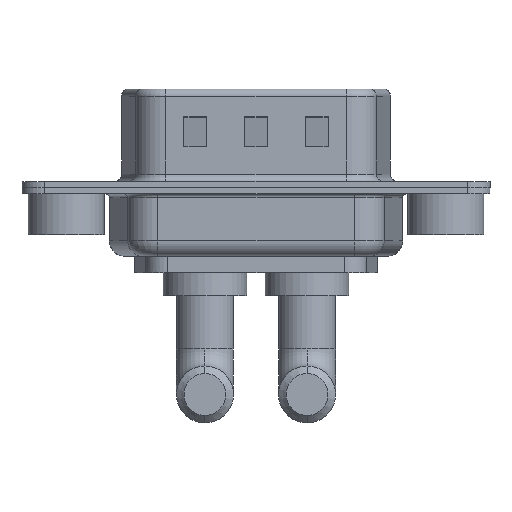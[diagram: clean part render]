
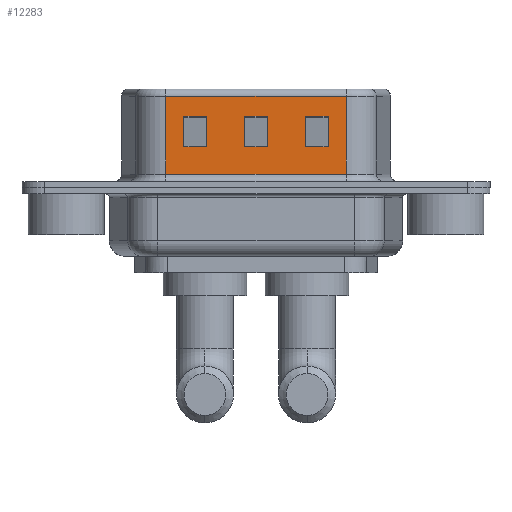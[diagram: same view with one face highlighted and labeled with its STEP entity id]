
A CAD part, front view. The second image highlights one B-rep face of the part: STEP entity #12283.
In plain terms, the highlighted planar face has unit normal (0, -1, 0).
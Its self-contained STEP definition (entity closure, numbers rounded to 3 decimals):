
#117 = CARTESIAN_POINT ( 'NONE',  ( 9.25, -4.55, 4.705 ) ) ;
#134 = LINE ( 'NONE', #1387, #1306 ) ;
#212 = EDGE_LOOP ( 'NONE', ( #7205, #3797, #5867, #7361 ) ) ;
#557 = VERTEX_POINT ( 'NONE', #4864 ) ;
#621 = VECTOR ( 'NONE', #6577, 1000. ) ;
#703 = VERTEX_POINT ( 'NONE', #8495 ) ;
#735 = LINE ( 'NONE', #4419, #7896 ) ;
#786 = VERTEX_POINT ( 'NONE', #6383 ) ;
#820 = LINE ( 'NONE', #3332, #11620 ) ;
#1037 = CARTESIAN_POINT ( 'NONE',  ( 9.25, -4.55, 6.52 ) ) ;
#1142 = CARTESIAN_POINT ( 'NONE',  ( 18.451, -4.55, 6.02 ) ) ;
#1306 = VECTOR ( 'NONE', #4743, 1000. ) ;
#1387 = CARTESIAN_POINT ( 'NONE',  ( 13.25, -4.55, 6.52 ) ) ;
#1534 = CARTESIAN_POINT ( 'NONE',  ( 18.451, -4.55, 6.02 ) ) ;
#1559 = VECTOR ( 'NONE', #6450, 1000. ) ;
#1599 = ORIENTED_EDGE ( 'NONE', *, *, #10434, .T. ) ;
#1754 = ORIENTED_EDGE ( 'NONE', *, *, #11714, .T. ) ;
#1782 = CARTESIAN_POINT ( 'NONE',  ( 18.451, -4.55, 4.705 ) ) ;
#1931 = CARTESIAN_POINT ( 'NONE',  ( 14.451, -4.55, 4.705 ) ) ;
#2098 = FACE_OUTER_BOUND ( 'NONE', #10233, .T. ) ;
#2279 = DIRECTION ( 'NONE',  ( 0., 0., 1. ) ) ;
#2566 = EDGE_CURVE ( 'NONE', #557, #703, #7816, .T. ) ;
#2635 = CARTESIAN_POINT ( 'NONE',  ( 17.25, -4.55, 4.705 ) ) ;
#2980 = DIRECTION ( 'NONE',  ( 0., 1., 0. ) ) ;
#2998 = VERTEX_POINT ( 'NONE', #4993 ) ;
#3096 = DIRECTION ( 'NONE',  ( 1., 0., 0. ) ) ;
#3251 = EDGE_CURVE ( 'NONE', #11438, #557, #10032, .T. ) ;
#3332 = CARTESIAN_POINT ( 'NONE',  ( 14.451, -4.55, 2.705 ) ) ;
#3380 = LINE ( 'NONE', #5698, #14404 ) ;
#3397 = DIRECTION ( 'NONE',  ( 0., 0., -1. ) ) ;
#3410 = VECTOR ( 'NONE', #4888, 1000. ) ;
#3528 = LINE ( 'NONE', #13293, #10255 ) ;
#3541 = CARTESIAN_POINT ( 'NONE',  ( 7.75, -4.55, 2.705 ) ) ;
#3750 = VERTEX_POINT ( 'NONE', #4243 ) ;
#3797 = ORIENTED_EDGE ( 'NONE', *, *, #7293, .T. ) ;
#4072 = DIRECTION ( 'NONE',  ( 1., 0., 0. ) ) ;
#4097 = VECTOR ( 'NONE', #8484, 1000. ) ;
#4227 = VECTOR ( 'NONE', #13127, 1000. ) ;
#4230 = FACE_BOUND ( 'NONE', #11450, .T. ) ;
#4243 = CARTESIAN_POINT ( 'NONE',  ( 15.75, -4.55, 2.705 ) ) ;
#4417 = CARTESIAN_POINT ( 'NONE',  ( 13.25, -4.55, 4.705 ) ) ;
#4419 = CARTESIAN_POINT ( 'NONE',  ( 22.451, -4.55, 2.705 ) ) ;
#4551 = ORIENTED_EDGE ( 'NONE', *, *, #8416, .T. ) ;
#4687 = LINE ( 'NONE', #1534, #9229 ) ;
#4743 = DIRECTION ( 'NONE',  ( 0., 0., -1. ) ) ;
#4864 = CARTESIAN_POINT ( 'NONE',  ( 6.549, -4.55, 0.9 ) ) ;
#4888 = DIRECTION ( 'NONE',  ( 0., 0., -1. ) ) ;
#4949 = VERTEX_POINT ( 'NONE', #2635 ) ;
#4993 = CARTESIAN_POINT ( 'NONE',  ( 13.25, -4.55, 2.705 ) ) ;
#5145 = EDGE_CURVE ( 'NONE', #12111, #786, #10983, .T. ) ;
#5200 = CARTESIAN_POINT ( 'NONE',  ( 11.75, -4.55, 6.52 ) ) ;
#5209 = VERTEX_POINT ( 'NONE', #4417 ) ;
#5213 = ORIENTED_EDGE ( 'NONE', *, *, #13921, .T. ) ;
#5237 = LINE ( 'NONE', #12181, #14345 ) ;
#5398 = ORIENTED_EDGE ( 'NONE', *, *, #3251, .T. ) ;
#5525 = DIRECTION ( 'NONE',  ( -1., 0., 0. ) ) ;
#5698 = CARTESIAN_POINT ( 'NONE',  ( 17.25, -4.55, 6.52 ) ) ;
#5815 = DIRECTION ( 'NONE',  ( 0., 0., 1. ) ) ;
#5867 = ORIENTED_EDGE ( 'NONE', *, *, #8494, .T. ) ;
#5997 = VECTOR ( 'NONE', #3397, 1000. ) ;
#6114 = VERTEX_POINT ( 'NONE', #117 ) ;
#6267 = ORIENTED_EDGE ( 'NONE', *, *, #6771, .T. ) ;
#6383 = CARTESIAN_POINT ( 'NONE',  ( 11.75, -4.55, 4.705 ) ) ;
#6450 = DIRECTION ( 'NONE',  ( 1., 0., 0. ) ) ;
#6475 = FACE_BOUND ( 'NONE', #10275, .T. ) ;
#6577 = DIRECTION ( 'NONE',  ( 0., 0., 1. ) ) ;
#6696 = CARTESIAN_POINT ( 'NONE',  ( 15.75, -4.55, 6.52 ) ) ;
#6771 = EDGE_CURVE ( 'NONE', #2998, #12111, #14132, .T. ) ;
#7205 = ORIENTED_EDGE ( 'NONE', *, *, #12887, .T. ) ;
#7269 = ORIENTED_EDGE ( 'NONE', *, *, #12298, .T. ) ;
#7286 = ORIENTED_EDGE ( 'NONE', *, *, #9114, .F. ) ;
#7293 = EDGE_CURVE ( 'NONE', #13456, #7495, #820, .T. ) ;
#7361 = ORIENTED_EDGE ( 'NONE', *, *, #12750, .T. ) ;
#7495 = VERTEX_POINT ( 'NONE', #3541 ) ;
#7627 = DIRECTION ( 'NONE',  ( -1., 0., 0. ) ) ;
#7685 = DIRECTION ( 'NONE',  ( 0., 0., -1. ) ) ;
#7807 = CARTESIAN_POINT ( 'NONE',  ( 6.549, -4.55, 6.52 ) ) ;
#7816 = LINE ( 'NONE', #12282, #8856 ) ;
#7821 = EDGE_CURVE ( 'NONE', #8635, #3750, #735, .T. ) ;
#7896 = VECTOR ( 'NONE', #8860, 1000. ) ;
#8416 = EDGE_CURVE ( 'NONE', #4949, #8635, #3380, .T. ) ;
#8484 = DIRECTION ( 'NONE',  ( 1., 0., 0. ) ) ;
#8494 = EDGE_CURVE ( 'NONE', #7495, #8715, #3528, .T. ) ;
#8495 = CARTESIAN_POINT ( 'NONE',  ( 18.451, -4.55, 0.9 ) ) ;
#8599 = CARTESIAN_POINT ( 'NONE',  ( 15.75, -4.55, 4.705 ) ) ;
#8635 = VERTEX_POINT ( 'NONE', #12472 ) ;
#8715 = VERTEX_POINT ( 'NONE', #10755 ) ;
#8752 = DIRECTION ( 'NONE',  ( -1., 0., 0. ) ) ;
#8854 = ORIENTED_EDGE ( 'NONE', *, *, #9796, .T. ) ;
#8856 = VECTOR ( 'NONE', #3096, 1000. ) ;
#8860 = DIRECTION ( 'NONE',  ( -1., 0., 0. ) ) ;
#9114 = EDGE_CURVE ( 'NONE', #12392, #703, #11686, .T. ) ;
#9209 = VERTEX_POINT ( 'NONE', #8599 ) ;
#9212 = CARTESIAN_POINT ( 'NONE',  ( 9.25, -4.55, 2.705 ) ) ;
#9229 = VECTOR ( 'NONE', #11633, 1000. ) ;
#9243 = AXIS2_PLACEMENT_3D ( 'NONE', #10951, #2980, #5525 ) ;
#9675 = VECTOR ( 'NONE', #5815, 1000. ) ;
#9782 = PLANE ( 'NONE',  #9243 ) ;
#9796 = EDGE_CURVE ( 'NONE', #3750, #9209, #12331, .T. ) ;
#9800 = CARTESIAN_POINT ( 'NONE',  ( 18.451, -4.55, 2.705 ) ) ;
#10032 = LINE ( 'NONE', #7807, #4227 ) ;
#10223 = CARTESIAN_POINT ( 'NONE',  ( 18.451, -4.55, 6.52 ) ) ;
#10233 = EDGE_LOOP ( 'NONE', ( #7286, #1754, #5398, #13480 ) ) ;
#10255 = VECTOR ( 'NONE', #2279, 1000. ) ;
#10275 = EDGE_LOOP ( 'NONE', ( #1599, #5213, #6267, #10401 ) ) ;
#10401 = ORIENTED_EDGE ( 'NONE', *, *, #5145, .T. ) ;
#10434 = EDGE_CURVE ( 'NONE', #786, #5209, #10844, .T. ) ;
#10755 = CARTESIAN_POINT ( 'NONE',  ( 7.75, -4.55, 4.705 ) ) ;
#10844 = LINE ( 'NONE', #1782, #4097 ) ;
#10951 = CARTESIAN_POINT ( 'NONE',  ( 18.451, -4.55, 6.52 ) ) ;
#10983 = LINE ( 'NONE', #5200, #621 ) ;
#11066 = LINE ( 'NONE', #1037, #5997 ) ;
#11438 = VERTEX_POINT ( 'NONE', #14299 ) ;
#11450 = EDGE_LOOP ( 'NONE', ( #4551, #14322, #8854, #7269 ) ) ;
#11608 = VECTOR ( 'NONE', #8752, 1000. ) ;
#11620 = VECTOR ( 'NONE', #7627, 1000. ) ;
#11633 = DIRECTION ( 'NONE',  ( -1., 0., 0. ) ) ;
#11686 = LINE ( 'NONE', #10223, #3410 ) ;
#11714 = EDGE_CURVE ( 'NONE', #12392, #11438, #4687, .T. ) ;
#12015 = LINE ( 'NONE', #1931, #1559 ) ;
#12111 = VERTEX_POINT ( 'NONE', #13824 ) ;
#12181 = CARTESIAN_POINT ( 'NONE',  ( 22.451, -4.55, 4.705 ) ) ;
#12282 = CARTESIAN_POINT ( 'NONE',  ( 18.451, -4.55, 0.9 ) ) ;
#12283 = ADVANCED_FACE ( 'NONE', ( #14040, #4230, #6475, #2098 ), #9782, .F. ) ;
#12298 = EDGE_CURVE ( 'NONE', #9209, #4949, #5237, .T. ) ;
#12331 = LINE ( 'NONE', #6696, #9675 ) ;
#12392 = VERTEX_POINT ( 'NONE', #1142 ) ;
#12472 = CARTESIAN_POINT ( 'NONE',  ( 17.25, -4.55, 2.705 ) ) ;
#12750 = EDGE_CURVE ( 'NONE', #8715, #6114, #12015, .T. ) ;
#12887 = EDGE_CURVE ( 'NONE', #6114, #13456, #11066, .T. ) ;
#13127 = DIRECTION ( 'NONE',  ( 0., 0., -1. ) ) ;
#13293 = CARTESIAN_POINT ( 'NONE',  ( 7.75, -4.55, 6.52 ) ) ;
#13456 = VERTEX_POINT ( 'NONE', #9212 ) ;
#13480 = ORIENTED_EDGE ( 'NONE', *, *, #2566, .T. ) ;
#13824 = CARTESIAN_POINT ( 'NONE',  ( 11.75, -4.55, 2.705 ) ) ;
#13921 = EDGE_CURVE ( 'NONE', #5209, #2998, #134, .T. ) ;
#14040 = FACE_BOUND ( 'NONE', #212, .T. ) ;
#14132 = LINE ( 'NONE', #9800, #11608 ) ;
#14299 = CARTESIAN_POINT ( 'NONE',  ( 6.549, -4.55, 6.02 ) ) ;
#14322 = ORIENTED_EDGE ( 'NONE', *, *, #7821, .T. ) ;
#14345 = VECTOR ( 'NONE', #4072, 1000. ) ;
#14404 = VECTOR ( 'NONE', #7685, 1000. ) ;
